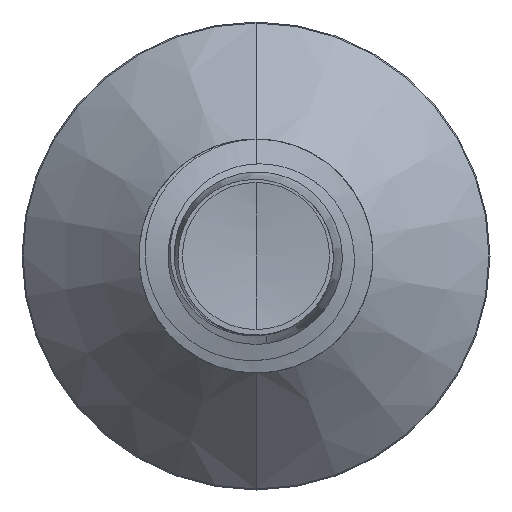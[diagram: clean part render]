
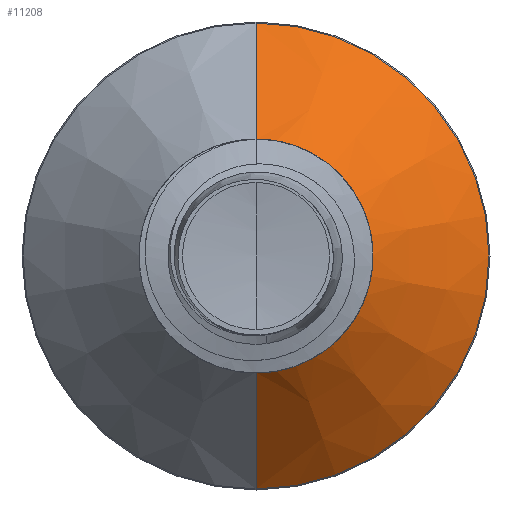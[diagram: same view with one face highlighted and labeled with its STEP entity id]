
A CAD part, front view. The second image highlights one B-rep face of the part: STEP entity #11208.
In plain terms, the highlighted conical face has half-angle 45 degrees and reference radius 0.996 mm.
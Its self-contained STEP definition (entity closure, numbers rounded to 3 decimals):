
#19 = VECTOR ( 'NONE', #4296, 1000. ) ;
#713 = DIRECTION ( 'NONE',  ( 0., 1., 0. ) ) ;
#732 = FACE_OUTER_BOUND ( 'NONE', #9057, .T. ) ;
#1179 = AXIS2_PLACEMENT_3D ( 'NONE', #14936, #6199, #17840 ) ;
#1541 = ORIENTED_EDGE ( 'NONE', *, *, #16092, .F. ) ;
#2635 = VERTEX_POINT ( 'NONE', #3747 ) ;
#3747 = CARTESIAN_POINT ( 'NONE',  ( 0., 4.146, 0.996 ) ) ;
#4054 = LINE ( 'NONE', #17523, #11928 ) ;
#4296 = DIRECTION ( 'NONE',  ( 0., 0.707, 0.707 ) ) ;
#4420 = VERTEX_POINT ( 'NONE', #10040 ) ;
#4739 = CIRCLE ( 'NONE', #10444, 0.996 ) ;
#5421 = CARTESIAN_POINT ( 'NONE',  ( 0., 5.141, 0. ) ) ;
#6199 = DIRECTION ( 'NONE',  ( 0., 1., 0. ) ) ;
#6358 = CIRCLE ( 'NONE', #11064, 1.991 ) ;
#6912 = DIRECTION ( 'NONE',  ( 0., 0., 1. ) ) ;
#7272 = CARTESIAN_POINT ( 'NONE',  ( 0., 4.146, 0.996 ) ) ;
#8018 = LINE ( 'NONE', #7272, #19 ) ;
#8785 = ORIENTED_EDGE ( 'NONE', *, *, #13187, .T. ) ;
#9057 = EDGE_LOOP ( 'NONE', ( #14060, #8785, #1541, #13408 ) ) ;
#9495 = EDGE_CURVE ( 'NONE', #2635, #15236, #8018, .T. ) ;
#9680 = CARTESIAN_POINT ( 'NONE',  ( 0., 4.146, 0. ) ) ;
#10040 = CARTESIAN_POINT ( 'NONE',  ( 0., 5.141, -1.991 ) ) ;
#10444 = AXIS2_PLACEMENT_3D ( 'NONE', #9680, #713, #11158 ) ;
#11064 = AXIS2_PLACEMENT_3D ( 'NONE', #5421, #15685, #6912 ) ;
#11158 = DIRECTION ( 'NONE',  ( 0., 0., 1. ) ) ;
#11208 = ADVANCED_FACE ( 'NONE', ( #732 ), #11713, .T. ) ;
#11713 = CONICAL_SURFACE ( 'NONE', #1179, 0.996, 0.785 ) ;
#11928 = VECTOR ( 'NONE', #13246, 1000. ) ;
#12919 = VERTEX_POINT ( 'NONE', #14449 ) ;
#13187 = EDGE_CURVE ( 'NONE', #12919, #4420, #4054, .T. ) ;
#13246 = DIRECTION ( 'NONE',  ( 0., 0.707, -0.707 ) ) ;
#13408 = ORIENTED_EDGE ( 'NONE', *, *, #9495, .F. ) ;
#14060 = ORIENTED_EDGE ( 'NONE', *, *, #14898, .T. ) ;
#14449 = CARTESIAN_POINT ( 'NONE',  ( 0., 4.146, -0.996 ) ) ;
#14898 = EDGE_CURVE ( 'NONE', #2635, #12919, #4739, .T. ) ;
#14936 = CARTESIAN_POINT ( 'NONE',  ( 0., 4.146, 0. ) ) ;
#15236 = VERTEX_POINT ( 'NONE', #17123 ) ;
#15685 = DIRECTION ( 'NONE',  ( 0., 1., 0. ) ) ;
#16092 = EDGE_CURVE ( 'NONE', #15236, #4420, #6358, .T. ) ;
#17123 = CARTESIAN_POINT ( 'NONE',  ( 0., 5.141, 1.991 ) ) ;
#17523 = CARTESIAN_POINT ( 'NONE',  ( 0., 4.146, -0.996 ) ) ;
#17840 = DIRECTION ( 'NONE',  ( 0., 0., 1. ) ) ;
